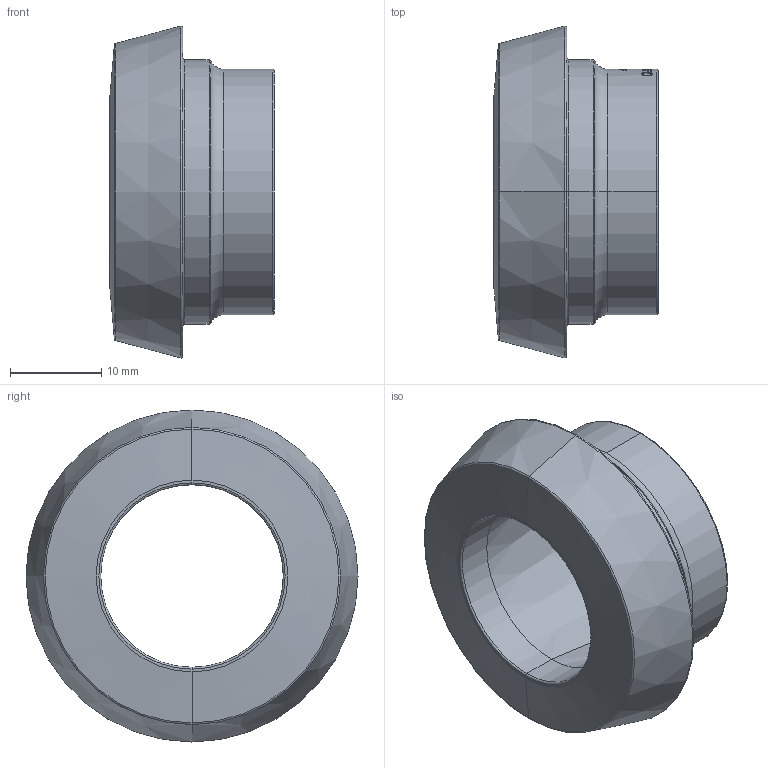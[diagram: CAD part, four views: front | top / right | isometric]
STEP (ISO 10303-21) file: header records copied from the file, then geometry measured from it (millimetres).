
FILE_DESCRIPTION (( 'STEP AP214' ), '1' );
FILE_NAME ('GL-214-026-x Kegelstutzen ISO SD26,9 x1,6 heco.STEP', '2017-09-14T07:07:19', ( '' ), ( '' ), 'SwSTEP 2.0', 'SolidWorks 2016', '' );
FILE_SCHEMA (( 'AUTOMOTIVE_DESIGN' ));
Length unit declared in the file: millimetre
Products named in the file (1): GL-214-026-x Kegelstutzen ISO SD26,9 x1,6 heco
Bounding box: 18 x 36.38 x 36.38 mm (x, y, z)
Volume: 6774.2 mm3; surface area: 3955.2 mm2
Topology: 1 solids, 1 shells, 207 faces, 527 edges, 344 vertices
Faces by surface type: bspline 96, plane 62, cylinder 27, torus 16, cone 6
Entity records: 14029 total; most frequent: CARTESIAN_POINT 7880, ORIENTED_EDGE 1054, DIRECTION 567, EDGE_CURVE 527, VERTEX_POINT 344, B_SPLINE_CURVE_WITH_KNOTS 304, AXIS2_PLACEMENT_3D 232, EDGE_LOOP 231
